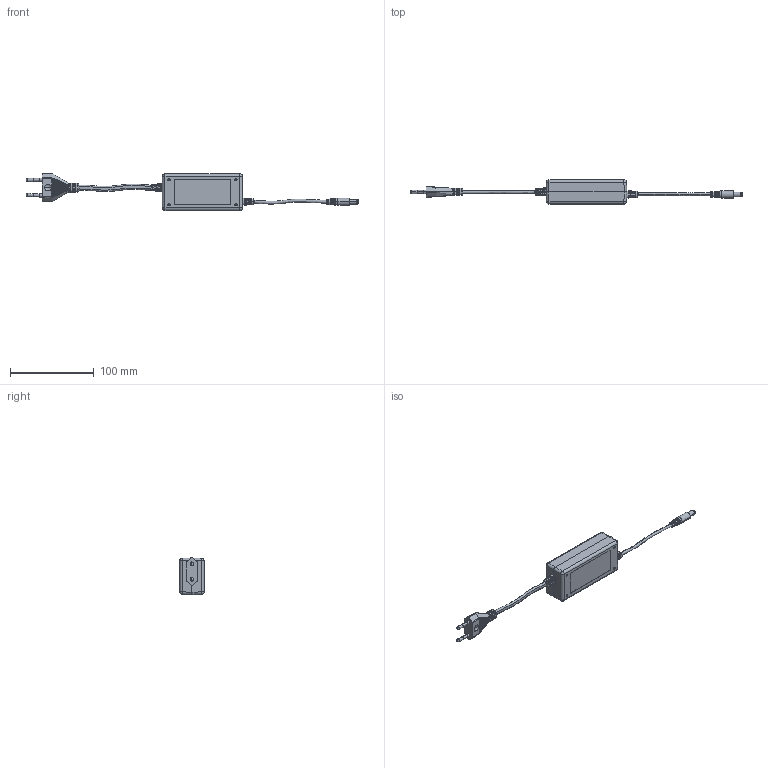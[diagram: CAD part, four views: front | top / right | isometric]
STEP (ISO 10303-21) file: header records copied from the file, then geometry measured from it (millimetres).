
FILE_DESCRIPTION (( 'STEP AP214' ), '1' );
FILE_NAME ('ADS1202.STEP', '2021-08-02T09:18:25', ( '' ), ( '' ), 'SwSTEP 2.0', 'SolidWorks 2020', '' );
FILE_SCHEMA (( 'AUTOMOTIVE_DESIGN' ));
Length unit declared in the file: millimetre
Products named in the file (5): PP0210-UPPER CASING; ADS1202; EP0356-DC OUTLET; PP0209-LOWER CASING; EP0355-AC OUTLET
Assembly tree (4 placements, depth 2):
  ADS1202
    PP0209-LOWER CASING
    PP0210-UPPER CASING
    EP0356-DC OUTLET
    EP0355-AC OUTLET
Bounding box: 396.83 x 29.2 x 44.49 mm (x, y, z)
Volume: 34891 mm3; surface area: 39713.2 mm2
Topology: 7 solids, 7 shells, 589 faces, 1734 edges, 1124 vertices
Faces by surface type: plane 373, cylinder 118, bspline 54, sphere 24, cone 14, torus 6
Entity records: 22872 total; most frequent: CARTESIAN_POINT 8010, ORIENTED_EDGE 3412, DIRECTION 2530, EDGE_CURVE 1706, VERTEX_POINT 1120, AXIS2_PLACEMENT_3D 894, LINE 742, VECTOR 742
